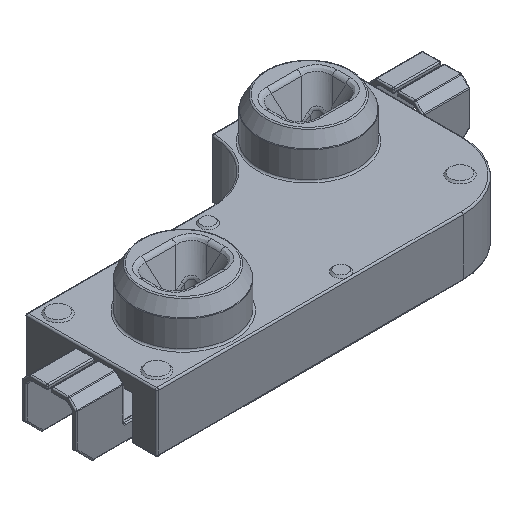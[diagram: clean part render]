
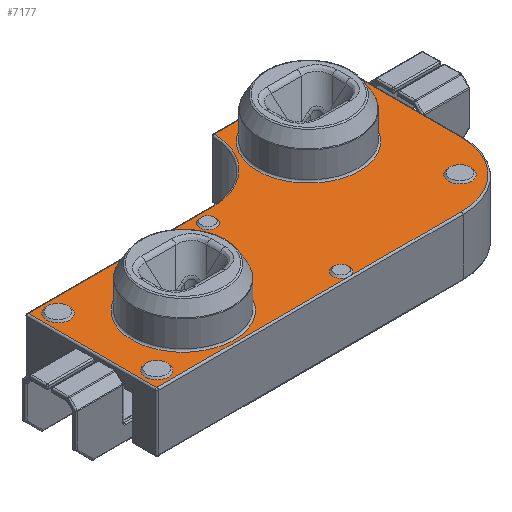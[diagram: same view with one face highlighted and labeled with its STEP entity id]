
A CAD part, isometric view. The second image highlights one B-rep face of the part: STEP entity #7177.
In plain terms, the highlighted planar face has unit normal (0, 0, 1).
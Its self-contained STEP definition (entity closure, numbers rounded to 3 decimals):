
#6018 = VERTEX_POINT('',#6019);
#6019 = CARTESIAN_POINT('',(1.939,2.895,1.8));
#6209 = VERTEX_POINT('',#6210);
#6210 = CARTESIAN_POINT('',(-5.6,1.005,1.8));
#6233 = VERTEX_POINT('',#6234);
#6234 = CARTESIAN_POINT('',(5.6,2.895,1.8));
#6290 = EDGE_CURVE('',#6018,#6233,#6291,.T.);
#6291 = LINE('',#6292,#6293);
#6292 = CARTESIAN_POINT('',(2.825,2.895,1.8));
#6293 = VECTOR('',#6294,1.);
#6294 = DIRECTION('',(1.,0.,0.));
#6312 = VERTEX_POINT('',#6313);
#6313 = CARTESIAN_POINT('',(-5.6,-2.895,1.8));
#6371 = VERTEX_POINT('',#6372);
#6372 = CARTESIAN_POINT('',(3.65,-2.895,1.8));
#6379 = EDGE_CURVE('',#6371,#6380,#6382,.T.);
#6380 = VERTEX_POINT('',#6381);
#6381 = CARTESIAN_POINT('',(0.25,-2.895,1.8));
#6382 = LINE('',#6383,#6384);
#6383 = CARTESIAN_POINT('',(-2.825,-2.895,1.8));
#6384 = VECTOR('',#6385,1.);
#6385 = DIRECTION('',(-1.,0.,0.));
#6387 = EDGE_CURVE('',#6380,#6312,#6388,.T.);
#6388 = LINE('',#6389,#6390);
#6389 = CARTESIAN_POINT('',(-2.825,-2.895,1.8));
#6390 = VECTOR('',#6391,1.);
#6391 = DIRECTION('',(-1.,0.,0.));
#6411 = VERTEX_POINT('',#6412);
#6412 = CARTESIAN_POINT('',(5.6,-0.945,1.8));
#6419 = EDGE_CURVE('',#6411,#6371,#6420,.T.);
#6420 = CIRCLE('',#6421,1.95);
#6421 = AXIS2_PLACEMENT_3D('',#6422,#6423,#6424);
#6422 = CARTESIAN_POINT('',(3.65,-0.945,1.8));
#6423 = DIRECTION('',(0.,0.,-1.));
#6424 = DIRECTION('',(0.707,-0.707,0.));
#6443 = EDGE_CURVE('',#6233,#6411,#6444,.T.);
#6444 = LINE('',#6445,#6446);
#6445 = CARTESIAN_POINT('',(5.6,-1.473,1.8));
#6446 = VECTOR('',#6447,1.);
#6447 = DIRECTION('',(0.,-1.,0.));
#6465 = EDGE_CURVE('',#6312,#6209,#6466,.T.);
#6466 = LINE('',#6467,#6468);
#6467 = CARTESIAN_POINT('',(-5.6,1.473,1.8));
#6468 = VECTOR('',#6469,1.);
#6469 = DIRECTION('',(0.,1.,0.));
#6489 = VERTEX_POINT('',#6490);
#6490 = CARTESIAN_POINT('',(0.,1.005,1.8));
#6497 = EDGE_CURVE('',#6489,#6018,#6498,.T.);
#6498 = CIRCLE('',#6499,1.94);
#6499 = AXIS2_PLACEMENT_3D('',#6500,#6501,#6502);
#6500 = CARTESIAN_POINT('',(0.,2.945,1.8));
#6501 = DIRECTION('',(0.,0.,1.));
#6502 = DIRECTION('',(0.707,-0.707,0.));
#6521 = EDGE_CURVE('',#6209,#6489,#6522,.T.);
#6522 = LINE('',#6523,#6524);
#6523 = CARTESIAN_POINT('',(-2.825,1.005,1.8));
#6524 = VECTOR('',#6525,1.);
#6525 = DIRECTION('',(1.,0.,0.));
#7177 = ADVANCED_FACE('',(#7178,#7189,#7199,#7210,#7221,#7232,#7243,
    #7254,#7265),#7276,.T.);
#7178 = FACE_BOUND('',#7179,.T.);
#7179 = EDGE_LOOP('',(#7180));
#7180 = ORIENTED_EDGE('',*,*,#7181,.T.);
#7181 = EDGE_CURVE('',#7182,#7182,#7184,.T.);
#7182 = VERTEX_POINT('',#7183);
#7183 = CARTESIAN_POINT('',(0.25,-2.895,1.8));
#7184 = CIRCLE('',#7185,0.25);
#7185 = AXIS2_PLACEMENT_3D('',#7186,#7187,#7188);
#7186 = CARTESIAN_POINT('',(0.25,-2.645,1.8));
#7187 = DIRECTION('',(0.,0.,-1.));
#7188 = DIRECTION('',(-1.,0.,0.));
#7189 = FACE_BOUND('',#7190,.T.);
#7190 = EDGE_LOOP('',(#7191,#7192,#7193,#7194,#7195,#7196,#7197,#7198));
#7191 = ORIENTED_EDGE('',*,*,#6379,.F.);
#7192 = ORIENTED_EDGE('',*,*,#6419,.F.);
#7193 = ORIENTED_EDGE('',*,*,#6443,.F.);
#7194 = ORIENTED_EDGE('',*,*,#6290,.F.);
#7195 = ORIENTED_EDGE('',*,*,#6497,.F.);
#7196 = ORIENTED_EDGE('',*,*,#6521,.F.);
#7197 = ORIENTED_EDGE('',*,*,#6465,.F.);
#7198 = ORIENTED_EDGE('',*,*,#6387,.F.);
#7199 = FACE_BOUND('',#7200,.T.);
#7200 = EDGE_LOOP('',(#7201));
#7201 = ORIENTED_EDGE('',*,*,#7202,.F.);
#7202 = EDGE_CURVE('',#7203,#7203,#7205,.T.);
#7203 = VERTEX_POINT('',#7204);
#7204 = CARTESIAN_POINT('',(-1.625,-1.27,1.8));
#7205 = CIRCLE('',#7206,1.55);
#7206 = AXIS2_PLACEMENT_3D('',#7207,#7208,#7209);
#7207 = CARTESIAN_POINT('',(-3.175,-1.27,1.8));
#7208 = DIRECTION('',(0.,0.,1.));
#7209 = DIRECTION('',(-1.,0.,0.));
#7210 = FACE_BOUND('',#7211,.T.);
#7211 = EDGE_LOOP('',(#7212));
#7212 = ORIENTED_EDGE('',*,*,#7213,.T.);
#7213 = EDGE_CURVE('',#7214,#7214,#7216,.T.);
#7214 = VERTEX_POINT('',#7215);
#7215 = CARTESIAN_POINT('',(-4.8,0.555,1.8));
#7216 = CIRCLE('',#7217,0.35);
#7217 = AXIS2_PLACEMENT_3D('',#7218,#7219,#7220);
#7218 = CARTESIAN_POINT('',(-5.15,0.555,1.8));
#7219 = DIRECTION('',(0.,0.,-1.));
#7220 = DIRECTION('',(-1.,0.,0.));
#7221 = FACE_BOUND('',#7222,.T.);
#7222 = EDGE_LOOP('',(#7223));
#7223 = ORIENTED_EDGE('',*,*,#7224,.T.);
#7224 = EDGE_CURVE('',#7225,#7225,#7227,.T.);
#7225 = VERTEX_POINT('',#7226);
#7226 = CARTESIAN_POINT('',(-0.25,0.655,1.8));
#7227 = CIRCLE('',#7228,0.25);
#7228 = AXIS2_PLACEMENT_3D('',#7229,#7230,#7231);
#7229 = CARTESIAN_POINT('',(-0.5,0.655,1.8));
#7230 = DIRECTION('',(0.,0.,-1.));
#7231 = DIRECTION('',(-1.,0.,0.));
#7232 = FACE_BOUND('',#7233,.T.);
#7233 = EDGE_LOOP('',(#7234));
#7234 = ORIENTED_EDGE('',*,*,#7235,.T.);
#7235 = EDGE_CURVE('',#7236,#7236,#7238,.T.);
#7236 = VERTEX_POINT('',#7237);
#7237 = CARTESIAN_POINT('',(4.955,-1.9,1.8));
#7238 = CIRCLE('',#7239,0.35);
#7239 = AXIS2_PLACEMENT_3D('',#7240,#7241,#7242);
#7240 = CARTESIAN_POINT('',(4.605,-1.9,1.8));
#7241 = DIRECTION('',(0.,0.,-1.));
#7242 = DIRECTION('',(-1.,0.,0.));
#7243 = FACE_BOUND('',#7244,.T.);
#7244 = EDGE_LOOP('',(#7245));
#7245 = ORIENTED_EDGE('',*,*,#7246,.T.);
#7246 = EDGE_CURVE('',#7247,#7247,#7249,.T.);
#7247 = VERTEX_POINT('',#7248);
#7248 = CARTESIAN_POINT('',(-4.8,-2.445,1.8));
#7249 = CIRCLE('',#7250,0.35);
#7250 = AXIS2_PLACEMENT_3D('',#7251,#7252,#7253);
#7251 = CARTESIAN_POINT('',(-5.15,-2.445,1.8));
#7252 = DIRECTION('',(0.,0.,-1.));
#7253 = DIRECTION('',(-1.,0.,0.));
#7254 = FACE_BOUND('',#7255,.T.);
#7255 = EDGE_LOOP('',(#7256));
#7256 = ORIENTED_EDGE('',*,*,#7257,.T.);
#7257 = EDGE_CURVE('',#7258,#7258,#7260,.T.);
#7258 = VERTEX_POINT('',#7259);
#7259 = CARTESIAN_POINT('',(5.5,2.445,1.8));
#7260 = CIRCLE('',#7261,0.35);
#7261 = AXIS2_PLACEMENT_3D('',#7262,#7263,#7264);
#7262 = CARTESIAN_POINT('',(5.15,2.445,1.8));
#7263 = DIRECTION('',(0.,0.,-1.));
#7264 = DIRECTION('',(-1.,0.,0.));
#7265 = FACE_BOUND('',#7266,.T.);
#7266 = EDGE_LOOP('',(#7267));
#7267 = ORIENTED_EDGE('',*,*,#7268,.F.);
#7268 = EDGE_CURVE('',#7269,#7269,#7271,.T.);
#7269 = VERTEX_POINT('',#7270);
#7270 = CARTESIAN_POINT('',(4.725,1.27,1.8));
#7271 = CIRCLE('',#7272,1.55);
#7272 = AXIS2_PLACEMENT_3D('',#7273,#7274,#7275);
#7273 = CARTESIAN_POINT('',(3.175,1.27,1.8));
#7274 = DIRECTION('',(0.,0.,1.));
#7275 = DIRECTION('',(-1.,0.,0.));
#7276 = PLANE('',#7277);
#7277 = AXIS2_PLACEMENT_3D('',#7278,#7279,#7280);
#7278 = CARTESIAN_POINT('',(0.,0.,1.8));
#7279 = DIRECTION('',(0.,0.,1.));
#7280 = DIRECTION('',(1.,0.,-0.));
